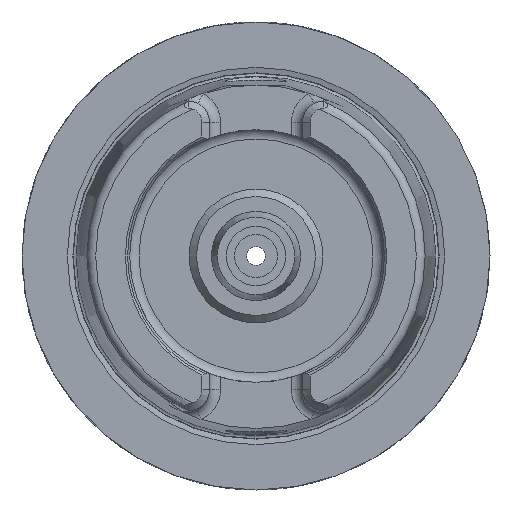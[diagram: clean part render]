
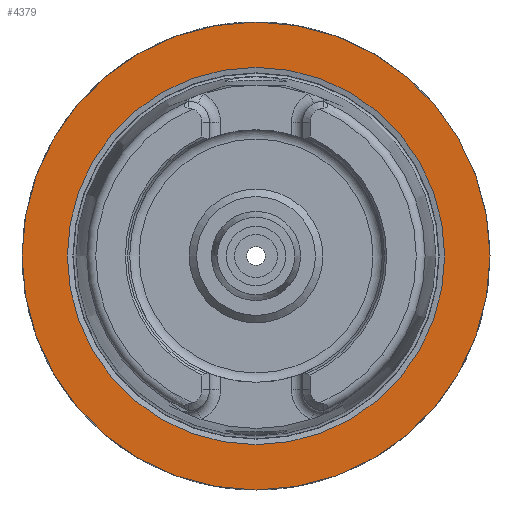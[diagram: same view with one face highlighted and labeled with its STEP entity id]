
A CAD part, left-side view. The second image highlights one B-rep face of the part: STEP entity #4379.
In plain terms, the highlighted planar face has unit normal (-1, 0, 0).
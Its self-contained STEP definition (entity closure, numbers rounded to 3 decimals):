
#3570=CARTESIAN_POINT('',(0.0,31.5,0.0));
#3571=VERTEX_POINT('',#3570);
#3572=CARTESIAN_POINT('',(0.0,0.0,0.0));
#3573=DIRECTION('',(1.0,0.0,0.0));
#3574=DIRECTION('',(0.0,1.0,0.0));
#3575=AXIS2_PLACEMENT_3D('',#3572,#3573,#3574);
#3576=CIRCLE('',#3575,31.5);
#3577=EDGE_CURVE('',#3571,#3571,#3576,.T.);
#4353=CARTESIAN_POINT('',(0.0,25.4,0.0));
#4354=VERTEX_POINT('',#4353);
#4355=CARTESIAN_POINT('',(0.0,0.0,0.0));
#4356=DIRECTION('',(1.0,0.0,0.0));
#4357=DIRECTION('',(0.0,1.0,0.0));
#4358=AXIS2_PLACEMENT_3D('',#4355,#4356,#4357);
#4359=CIRCLE('',#4358,25.4);
#4360=EDGE_CURVE('',#4354,#4354,#4359,.T.);
#4368=CARTESIAN_POINT('',(0.0,28.45,0.0));
#4369=DIRECTION('',(-1.0,0.0,0.0));
#4370=DIRECTION('',(0.0,0.0,1.0));
#4371=AXIS2_PLACEMENT_3D('',#4368,#4369,#4370);
#4372=PLANE('',#4371);
#4373=ORIENTED_EDGE('',*,*,#3577,.F.);
#4374=EDGE_LOOP('',(#4373));
#4375=FACE_OUTER_BOUND('',#4374,.T.);
#4376=ORIENTED_EDGE('',*,*,#4360,.T.);
#4377=EDGE_LOOP('',(#4376));
#4378=FACE_BOUND('',#4377,.T.);
#4379=ADVANCED_FACE('',(#4375,#4378),#4372,.T.);
